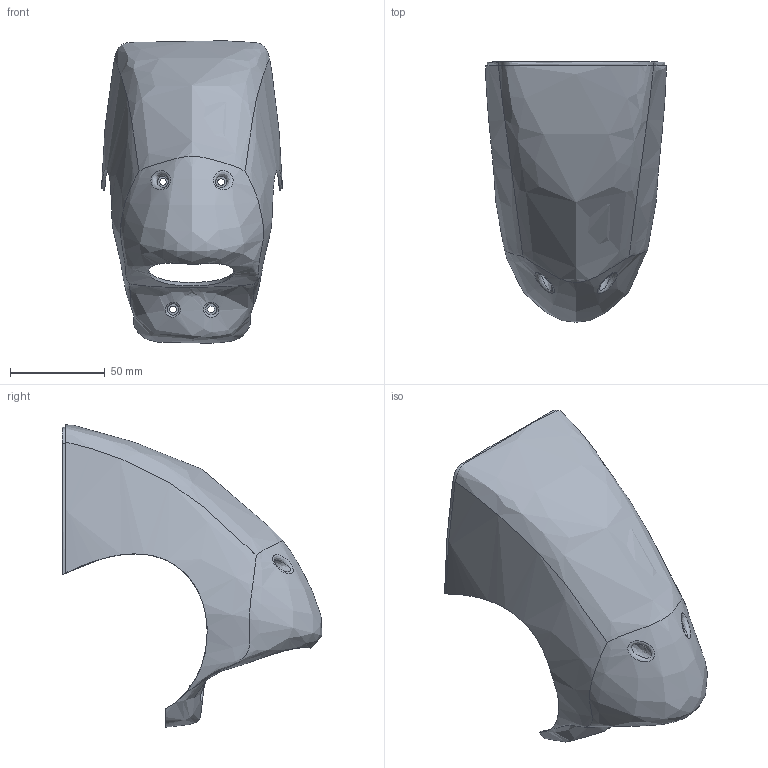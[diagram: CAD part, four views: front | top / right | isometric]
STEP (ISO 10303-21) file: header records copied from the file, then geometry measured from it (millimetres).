
FILE_DESCRIPTION(/* description */ (''),/* implementation_level */ '2;1');
FILE_NAME(/* name */ 'Nose Fairing 2mm lip .5mm thick.stp',/* time_stamp */ '2016-10-31T11:08:15-07:00',/* author */ (''),/* organization */ (''),/* preprocessor_version */ 'ST-DEVELOPER v15.2',/* originating_system */ 'Autodesk Translator Framework v2.0.0.5431',/* authorisation */ '');
FILE_SCHEMA (('AUTOMOTIVE_DESIGN { 1 0 10303 214 3 1 1 }'));
Length unit declared in the file: centimetre
Products named in the file (1): (Unsaved)
Bounding box: 95.3 x 136.81 x 159.19 mm (x, y, z)
Volume: 53995.2 mm3; surface area: 66157.5 mm2
Topology: 1 solids, 1 shells, 105 faces, 290 edges, 203 vertices
Faces by surface type: bspline 49, plane 32, cylinder 18, cone 6
Full cylindrical faces by diameter (mm): 3.5 x5, 6 x2, 8 x4, 45 x1
Entity records: 11027 total; most frequent: CARTESIAN_POINT 8837, ORIENTED_EDGE 540, EDGE_CURVE 270, DIRECTION 268, VERTEX_POINT 195, B_SPLINE_CURVE_WITH_KNOTS 174, EDGE_LOOP 143, AXIS2_PLACEMENT_3D 125
